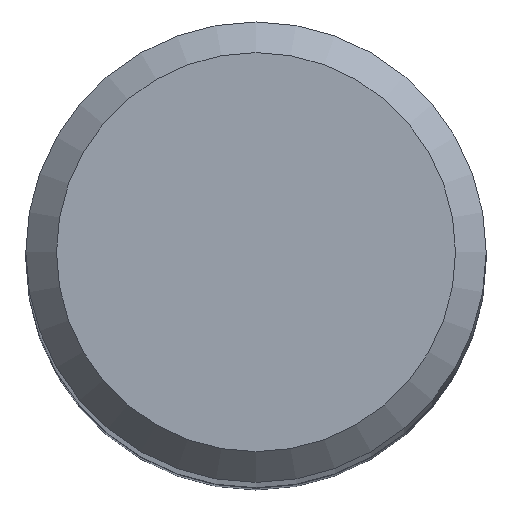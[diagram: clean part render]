
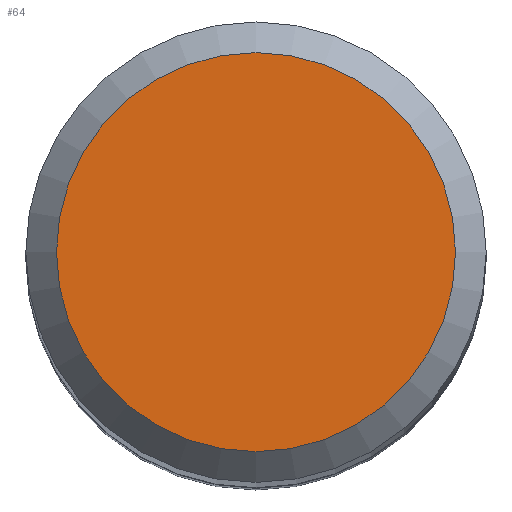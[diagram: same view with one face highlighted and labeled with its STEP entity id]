
A CAD part, top view. The second image highlights one B-rep face of the part: STEP entity #64.
In plain terms, the highlighted planar face has unit normal (0, 0, 1).
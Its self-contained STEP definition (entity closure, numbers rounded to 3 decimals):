
#44=PLANE('',#247);
#51=FACE_OUTER_BOUND('',#111,.T.);
#64=ADVANCED_FACE('',(#51),#44,.F.);
#111=EDGE_LOOP('',(#136));
#136=ORIENTED_EDGE('',*,*,#176,.T.);
#163=VERTEX_POINT('',#368);
#176=EDGE_CURVE('',#163,#163,#187,.T.);
#187=CIRCLE('',#246,2.6);
#246=AXIS2_PLACEMENT_3D('',#367,#292,#293);
#247=AXIS2_PLACEMENT_3D('',#369,#294,#295);
#292=DIRECTION('',(0.,0.,1.));
#293=DIRECTION('',(-1.,0.,0.));
#294=DIRECTION('',(0.,0.,-1.));
#295=DIRECTION('',(-1.,0.,0.));
#367=CARTESIAN_POINT('',(0.,0.,0.));
#368=CARTESIAN_POINT('',(-2.6,0.,0.));
#369=CARTESIAN_POINT('',(0.,3.,0.));
